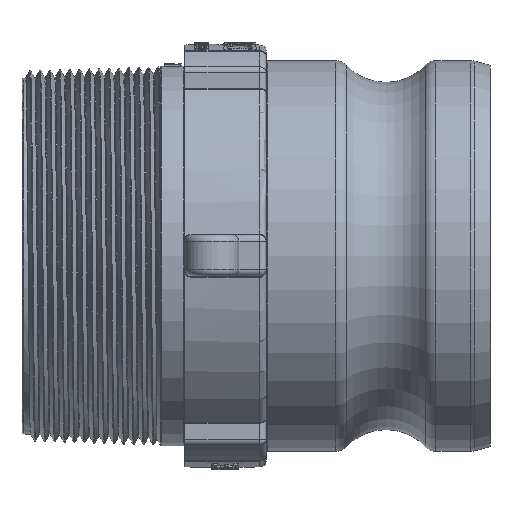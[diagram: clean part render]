
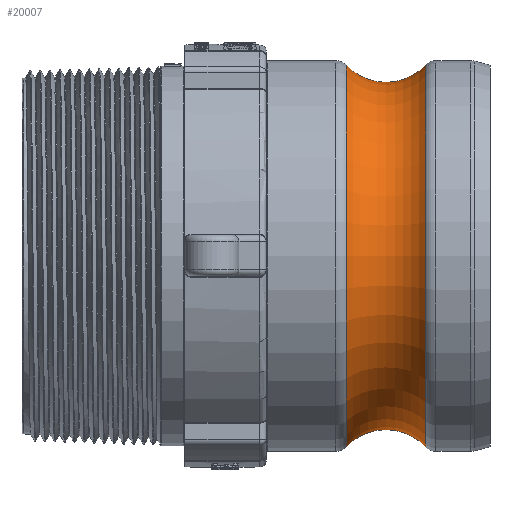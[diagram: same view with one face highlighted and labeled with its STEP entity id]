
A CAD part, top view. The second image highlights one B-rep face of the part: STEP entity #20007.
In plain terms, the highlighted toroidal (fillet/blend) face has major radius 53.365 mm and minor radius 12.7 mm.
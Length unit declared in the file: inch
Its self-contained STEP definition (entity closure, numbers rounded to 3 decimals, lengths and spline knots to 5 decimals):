
#606=TOROIDAL_SURFACE('',#21283,2.101,0.5);
#1844=FACE_OUTER_BOUND('',#3027,.T.);
#3027=EDGE_LOOP('',(#16268,#16269,#16270,#16271));
#3910=CIRCLE('',#21026,1.76013);
#3913=CIRCLE('',#21030,1.76013);
#3954=CIRCLE('',#21284,0.5);
#8914=VERTEX_POINT('',#33064);
#8915=VERTEX_POINT('',#33068);
#11026=EDGE_CURVE('',#8914,#8914,#3910,.T.);
#11029=EDGE_CURVE('',#8915,#8915,#3913,.T.);
#11848=EDGE_CURVE('',#8914,#8915,#3954,.T.);
#16268=ORIENTED_EDGE('',*,*,#11026,.F.);
#16269=ORIENTED_EDGE('',*,*,#11848,.T.);
#16270=ORIENTED_EDGE('',*,*,#11029,.F.);
#16271=ORIENTED_EDGE('',*,*,#11848,.F.);
#20007=ADVANCED_FACE('',(#1844),#606,.F.);
#21026=AXIS2_PLACEMENT_3D('',#33065,#22578,#22579);
#21030=AXIS2_PLACEMENT_3D('',#33070,#22586,#22587);
#21283=AXIS2_PLACEMENT_3D('',#82336,#23467,#23468);
#21284=AXIS2_PLACEMENT_3D('',#82337,#23469,#23470);
#22578=DIRECTION('center_axis',(-1.,0.,0.));
#22579=DIRECTION('ref_axis',(0.,-1.,0.));
#22586=DIRECTION('center_axis',(1.,0.,0.));
#22587=DIRECTION('ref_axis',(0.,-1.,0.));
#23467=DIRECTION('center_axis',(1.,0.,0.));
#23468=DIRECTION('ref_axis',(0.,0.,-1.));
#23469=DIRECTION('center_axis',(0.,-1.,0.));
#23470=DIRECTION('ref_axis',(0.,0.,1.));
#33064=CARTESIAN_POINT('',(2.98796,0.,1.76013));
#33065=CARTESIAN_POINT('Origin',(2.98796,0.,0.));
#33068=CARTESIAN_POINT('',(3.71954,0.,1.76013));
#33070=CARTESIAN_POINT('Origin',(3.71954,0.,0.));
#82336=CARTESIAN_POINT('Origin',(3.35375,0.,0.));
#82337=CARTESIAN_POINT('Origin',(3.35375,0.,2.101));
